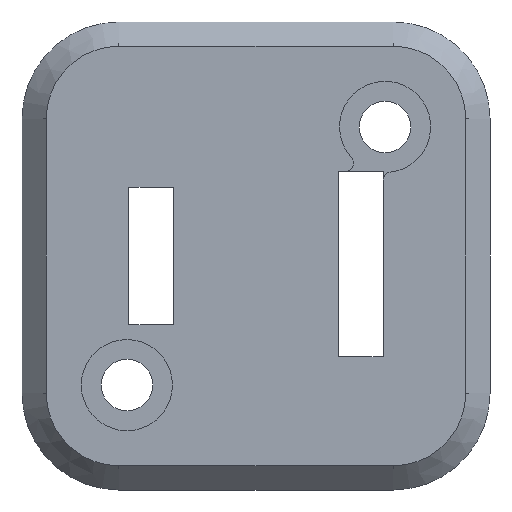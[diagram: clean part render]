
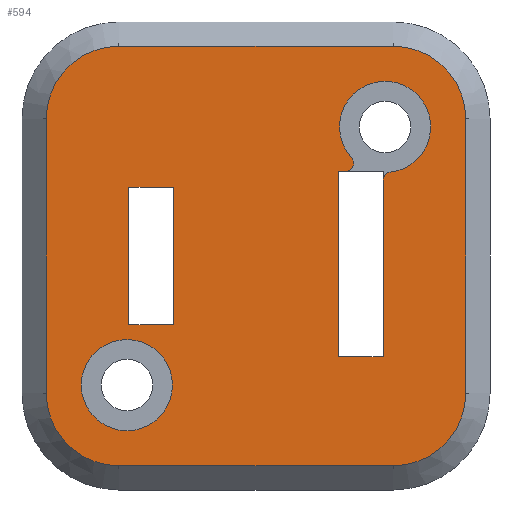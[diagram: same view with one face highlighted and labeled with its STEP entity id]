
A CAD part, front view. The second image highlights one B-rep face of the part: STEP entity #594.
In plain terms, the highlighted planar face has unit normal (0, -1, 0).
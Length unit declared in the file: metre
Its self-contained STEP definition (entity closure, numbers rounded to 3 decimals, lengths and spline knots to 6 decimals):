
#24=CIRCLE('',#650,0.002825);
#25=CIRCLE('',#651,0.0045);
#26=CIRCLE('',#652,0.0045);
#27=CIRCLE('',#653,0.0045);
#28=CIRCLE('',#654,0.0045);
#29=CIRCLE('',#655,0.002825);
#30=CIRCLE('',#656,0.0005);
#31=CIRCLE('',#657,0.0005);
#118=ORIENTED_EDGE('',*,*,#266,.T.);
#119=ORIENTED_EDGE('',*,*,#267,.T.);
#120=ORIENTED_EDGE('',*,*,#268,.T.);
#121=ORIENTED_EDGE('',*,*,#269,.T.);
#122=ORIENTED_EDGE('',*,*,#270,.T.);
#123=ORIENTED_EDGE('',*,*,#271,.T.);
#124=ORIENTED_EDGE('',*,*,#272,.T.);
#125=ORIENTED_EDGE('',*,*,#273,.T.);
#126=ORIENTED_EDGE('',*,*,#274,.T.);
#127=ORIENTED_EDGE('',*,*,#275,.T.);
#128=ORIENTED_EDGE('',*,*,#276,.T.);
#129=ORIENTED_EDGE('',*,*,#214,.T.);
#130=ORIENTED_EDGE('',*,*,#237,.F.);
#131=ORIENTED_EDGE('',*,*,#239,.F.);
#132=ORIENTED_EDGE('',*,*,#222,.T.);
#133=ORIENTED_EDGE('',*,*,#277,.T.);
#134=ORIENTED_EDGE('',*,*,#227,.F.);
#135=ORIENTED_EDGE('',*,*,#231,.T.);
#136=ORIENTED_EDGE('',*,*,#234,.T.);
#137=ORIENTED_EDGE('',*,*,#265,.F.);
#214=EDGE_CURVE('',#296,#297,#350,.T.);
#222=EDGE_CURVE('',#304,#303,#358,.T.);
#227=EDGE_CURVE('',#308,#309,#363,.T.);
#231=EDGE_CURVE('',#308,#311,#367,.T.);
#234=EDGE_CURVE('',#311,#313,#370,.T.);
#237=EDGE_CURVE('',#315,#297,#373,.T.);
#239=EDGE_CURVE('',#304,#315,#375,.T.);
#265=EDGE_CURVE('',#309,#313,#393,.T.);
#266=EDGE_CURVE('',#332,#332,#24,.T.);
#267=EDGE_CURVE('',#333,#334,#25,.T.);
#268=EDGE_CURVE('',#334,#335,#394,.T.);
#269=EDGE_CURVE('',#335,#336,#26,.T.);
#270=EDGE_CURVE('',#336,#337,#395,.T.);
#271=EDGE_CURVE('',#337,#338,#27,.T.);
#272=EDGE_CURVE('',#338,#339,#396,.T.);
#273=EDGE_CURVE('',#339,#340,#28,.T.);
#274=EDGE_CURVE('',#340,#333,#397,.T.);
#275=EDGE_CURVE('',#341,#342,#29,.T.);
#276=EDGE_CURVE('',#342,#296,#30,.T.);
#277=EDGE_CURVE('',#303,#341,#31,.T.);
#296=VERTEX_POINT('',#862);
#297=VERTEX_POINT('',#863);
#303=VERTEX_POINT('',#877);
#304=VERTEX_POINT('',#879);
#308=VERTEX_POINT('',#888);
#309=VERTEX_POINT('',#890);
#311=VERTEX_POINT('',#896);
#313=VERTEX_POINT('',#902);
#315=VERTEX_POINT('',#908);
#332=VERTEX_POINT('',#966);
#333=VERTEX_POINT('',#968);
#334=VERTEX_POINT('',#969);
#335=VERTEX_POINT('',#971);
#336=VERTEX_POINT('',#973);
#337=VERTEX_POINT('',#975);
#338=VERTEX_POINT('',#977);
#339=VERTEX_POINT('',#979);
#340=VERTEX_POINT('',#981);
#341=VERTEX_POINT('',#984);
#342=VERTEX_POINT('',#985);
#350=LINE('',#861,#408);
#358=LINE('',#878,#416);
#363=LINE('',#889,#421);
#367=LINE('',#897,#425);
#370=LINE('',#903,#428);
#373=LINE('',#909,#431);
#375=LINE('',#912,#433);
#393=LINE('',#963,#451);
#394=LINE('',#970,#452);
#395=LINE('',#974,#453);
#396=LINE('',#978,#454);
#397=LINE('',#982,#455);
#408=VECTOR('',#687,1.);
#416=VECTOR('',#697,1.);
#421=VECTOR('',#704,1.);
#425=VECTOR('',#710,1.);
#428=VECTOR('',#715,1.);
#431=VECTOR('',#720,1.);
#433=VECTOR('',#724,1.);
#451=VECTOR('',#776,1.);
#452=VECTOR('',#783,1.);
#453=VECTOR('',#786,1.);
#454=VECTOR('',#789,1.);
#455=VECTOR('',#792,1.);
#482=EDGE_LOOP('',(#118));
#483=EDGE_LOOP('',(#119,#120,#121,#122,#123,#124,#125,#126));
#484=EDGE_LOOP('',(#127,#128,#129,#130,#131,#132,#133));
#485=EDGE_LOOP('',(#134,#135,#136,#137));
#528=FACE_BOUND('',#482,.T.);
#529=FACE_BOUND('',#483,.T.);
#530=FACE_BOUND('',#484,.T.);
#531=FACE_BOUND('',#485,.T.);
#570=PLANE('',#649);
#594=ADVANCED_FACE('',(#528,#529,#530,#531),#570,.T.);
#649=AXIS2_PLACEMENT_3D('',#964,#777,#778);
#650=AXIS2_PLACEMENT_3D('',#965,#779,#780);
#651=AXIS2_PLACEMENT_3D('',#967,#781,#782);
#652=AXIS2_PLACEMENT_3D('',#972,#784,#785);
#653=AXIS2_PLACEMENT_3D('',#976,#787,#788);
#654=AXIS2_PLACEMENT_3D('',#980,#790,#791);
#655=AXIS2_PLACEMENT_3D('',#983,#793,#794);
#656=AXIS2_PLACEMENT_3D('',#986,#795,#796);
#657=AXIS2_PLACEMENT_3D('',#987,#797,#798);
#687=DIRECTION('',(0.,0.,-1.));
#697=DIRECTION('',(1.,0.,0.));
#704=DIRECTION('',(-1.,0.,0.));
#710=DIRECTION('',(0.,0.,-1.));
#715=DIRECTION('',(-1.,0.,0.));
#720=DIRECTION('',(1.,0.,0.));
#724=DIRECTION('',(0.,0.,-1.));
#776=DIRECTION('',(0.,0.,-1.));
#777=DIRECTION('',(0.,-1.,0.));
#778=DIRECTION('',(1.,0.,0.));
#779=DIRECTION('',(0.,1.,0.));
#780=DIRECTION('',(-1.,0.,0.));
#781=DIRECTION('',(0.,-1.,0.));
#782=DIRECTION('',(1.,0.,0.));
#783=DIRECTION('',(-1.,0.,0.));
#784=DIRECTION('',(0.,-1.,0.));
#785=DIRECTION('',(1.,0.,0.));
#786=DIRECTION('',(0.,0.,-1.));
#787=DIRECTION('',(0.,-1.,0.));
#788=DIRECTION('',(1.,0.,0.));
#789=DIRECTION('',(1.,0.,0.));
#790=DIRECTION('',(0.,-1.,0.));
#791=DIRECTION('',(1.,0.,0.));
#792=DIRECTION('',(0.,0.,1.));
#793=DIRECTION('',(0.,1.,0.));
#794=DIRECTION('',(-1.,0.,0.));
#795=DIRECTION('',(0.,-1.,0.));
#796=DIRECTION('',(1.,0.,0.));
#797=DIRECTION('',(0.,-1.,0.));
#798=DIRECTION('',(1.,0.,0.));
#861=CARTESIAN_POINT('',(0.007875,-0.0045,-0.000502));
#862=CARTESIAN_POINT('',(0.007875,-0.0045,0.004696));
#863=CARTESIAN_POINT('',(0.007875,-0.0045,-0.006254));
#877=CARTESIAN_POINT('',(0.005552,-0.0045,0.00525));
#878=CARTESIAN_POINT('',(0.0065,-0.0045,0.00525));
#879=CARTESIAN_POINT('',(0.005125,-0.0045,0.00525));
#888=CARTESIAN_POINT('',(-0.005125,-0.0045,0.00425));
#889=CARTESIAN_POINT('',(-0.0065,-0.0045,0.00425));
#890=CARTESIAN_POINT('',(-0.007875,-0.0045,0.00425));
#896=CARTESIAN_POINT('',(-0.005125,-0.0045,-0.00425));
#897=CARTESIAN_POINT('',(-0.005125,-0.0045,0.));
#902=CARTESIAN_POINT('',(-0.007875,-0.0045,-0.00425));
#903=CARTESIAN_POINT('',(-0.0065,-0.0045,-0.00425));
#908=CARTESIAN_POINT('',(0.005125,-0.0045,-0.006254));
#909=CARTESIAN_POINT('',(0.0065,-0.0045,-0.006254));
#912=CARTESIAN_POINT('',(0.005125,-0.0045,-0.000502));
#963=CARTESIAN_POINT('',(-0.007875,-0.0045,0.));
#964=CARTESIAN_POINT('',(0.,-0.0045,0.));
#965=CARTESIAN_POINT('',(-0.008,-0.0045,-0.008));
#966=CARTESIAN_POINT('',(-0.010825,-0.0045,-0.008));
#967=CARTESIAN_POINT('',(0.0085,-0.0045,0.0085));
#968=CARTESIAN_POINT('',(0.013,-0.0045,0.0085));
#969=CARTESIAN_POINT('',(0.0085,-0.0045,0.013));
#970=CARTESIAN_POINT('',(0.,-0.0045,0.013));
#971=CARTESIAN_POINT('',(-0.0085,-0.0045,0.013));
#972=CARTESIAN_POINT('',(-0.0085,-0.0045,0.0085));
#973=CARTESIAN_POINT('',(-0.013,-0.0045,0.0085));
#974=CARTESIAN_POINT('',(-0.013,-0.0045,0.));
#975=CARTESIAN_POINT('',(-0.013,-0.0045,-0.0085));
#976=CARTESIAN_POINT('',(-0.0085,-0.0045,-0.0085));
#977=CARTESIAN_POINT('',(-0.0085,-0.0045,-0.013));
#978=CARTESIAN_POINT('',(0.,-0.0045,-0.013));
#979=CARTESIAN_POINT('',(0.0085,-0.0045,-0.013));
#980=CARTESIAN_POINT('',(0.0085,-0.0045,-0.0085));
#981=CARTESIAN_POINT('',(0.013,-0.0045,-0.0085));
#982=CARTESIAN_POINT('',(0.013,-0.0045,0.));
#983=CARTESIAN_POINT('',(0.008,-0.0045,0.008));
#984=CARTESIAN_POINT('',(0.00592,-0.0045,0.006088));
#985=CARTESIAN_POINT('',(0.008319,-0.0045,0.005193));
#986=CARTESIAN_POINT('',(0.008375,-0.0045,0.004696));
#987=CARTESIAN_POINT('',(0.005552,-0.0045,0.00575));
